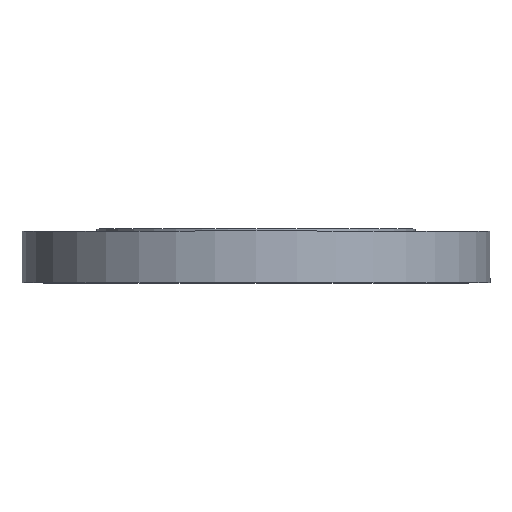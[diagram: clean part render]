
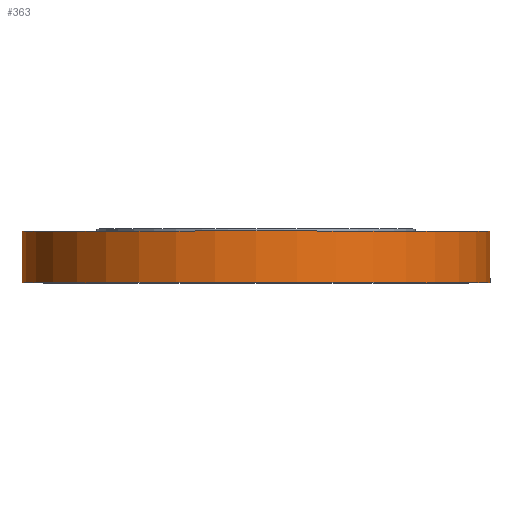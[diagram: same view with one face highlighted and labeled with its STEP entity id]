
A CAD part, top view. The second image highlights one B-rep face of the part: STEP entity #363.
In plain terms, the highlighted cylindrical face has radius 158.75 mm (diameter 317.5 mm), a partial arc.
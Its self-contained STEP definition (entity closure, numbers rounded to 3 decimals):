
#24 = CARTESIAN_POINT ( 'NONE',  ( 158.75, 100.481, 0. ) ) ;
#39 = DIRECTION ( 'NONE',  ( 0., 1., 0. ) ) ;
#51 = LINE ( 'NONE', #24, #614 ) ;
#89 = LINE ( 'NONE', #450, #620 ) ;
#102 = DIRECTION ( 'NONE',  ( 0., 1., 0. ) ) ;
#137 = AXIS2_PLACEMENT_3D ( 'NONE', #1089, #558, #655 ) ;
#191 = CIRCLE ( 'NONE', #283, 158.75 ) ;
#199 = DIRECTION ( 'NONE',  ( -1., 0., 0. ) ) ;
#266 = VERTEX_POINT ( 'NONE', #816 ) ;
#283 = AXIS2_PLACEMENT_3D ( 'NONE', #1082, #39, #199 ) ;
#301 = DIRECTION ( 'NONE',  ( 0., 1., 0. ) ) ;
#363 = ADVANCED_FACE ( 'NONE', ( #563 ), #667, .T. ) ;
#370 = CARTESIAN_POINT ( 'NONE',  ( 0., 0., 0. ) ) ;
#388 = AXIS2_PLACEMENT_3D ( 'NONE', #370, #549, #1077 ) ;
#450 = CARTESIAN_POINT ( 'NONE',  ( -158.75, 100.481, 0. ) ) ;
#461 = ORIENTED_EDGE ( 'NONE', *, *, #808, .T. ) ;
#485 = EDGE_CURVE ( 'NONE', #735, #1111, #89, .T. ) ;
#498 = ORIENTED_EDGE ( 'NONE', *, *, #829, .F. ) ;
#549 = DIRECTION ( 'NONE',  ( 0., 1., 0. ) ) ;
#558 = DIRECTION ( 'NONE',  ( 0., 1., 0. ) ) ;
#563 = FACE_OUTER_BOUND ( 'NONE', #874, .T. ) ;
#614 = VECTOR ( 'NONE', #301, 1000. ) ;
#619 = ORIENTED_EDGE ( 'NONE', *, *, #1034, .T. ) ;
#620 = VECTOR ( 'NONE', #102, 1000. ) ;
#624 = ORIENTED_EDGE ( 'NONE', *, *, #485, .F. ) ;
#655 = DIRECTION ( 'NONE',  ( -1., 0., 0. ) ) ;
#667 = CYLINDRICAL_SURFACE ( 'NONE', #137, 158.75 ) ;
#735 = VERTEX_POINT ( 'NONE', #1003 ) ;
#748 = VERTEX_POINT ( 'NONE', #814 ) ;
#801 = CIRCLE ( 'NONE', #388, 158.75 ) ;
#808 = EDGE_CURVE ( 'NONE', #735, #266, #801, .T. ) ;
#814 = CARTESIAN_POINT ( 'NONE',  ( 158.75, 34.9, 0. ) ) ;
#816 = CARTESIAN_POINT ( 'NONE',  ( 158.75, 0., 0. ) ) ;
#829 = EDGE_CURVE ( 'NONE', #1111, #748, #191, .T. ) ;
#874 = EDGE_LOOP ( 'NONE', ( #461, #619, #498, #624 ) ) ;
#946 = CARTESIAN_POINT ( 'NONE',  ( -158.75, 34.9, 0. ) ) ;
#1003 = CARTESIAN_POINT ( 'NONE',  ( -158.75, 0., 0. ) ) ;
#1034 = EDGE_CURVE ( 'NONE', #266, #748, #51, .T. ) ;
#1077 = DIRECTION ( 'NONE',  ( -1., 0., 0. ) ) ;
#1082 = CARTESIAN_POINT ( 'NONE',  ( 0., 34.9, 0. ) ) ;
#1089 = CARTESIAN_POINT ( 'NONE',  ( 0., 100.481, 0. ) ) ;
#1111 = VERTEX_POINT ( 'NONE', #946 ) ;
